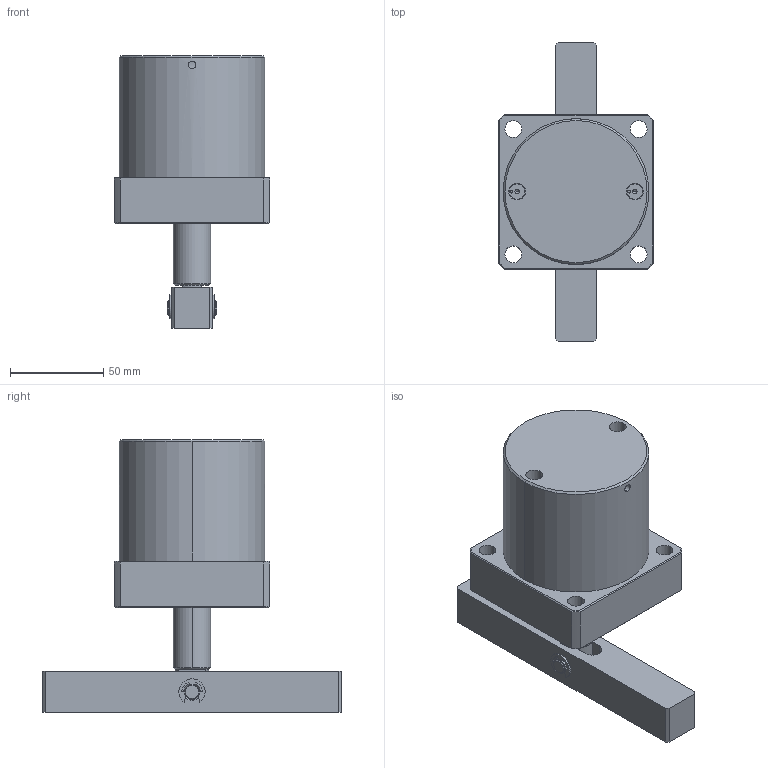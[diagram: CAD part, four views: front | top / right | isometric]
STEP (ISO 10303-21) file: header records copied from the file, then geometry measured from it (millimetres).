
FILE_DESCRIPTION (( 'STEP AP203' ), '1' );
FILE_NAME ('ASC-FA63D.STEP', '2019-05-20T07:52:30', ( 'User' ), ( 'china' ), 'SwSTEP 2.0', 'SolidWorks 2018', '' );
FILE_SCHEMA (( 'CONFIG_CONTROL_DESIGN' ));
Length unit declared in the file: millimetre
Products named in the file (7): FA63D活塞杆; KKDC_2; 种隊_2; ASC-FA63D; ASC-FA63BT; FA63Dヶ裔; 揤旋4532
Assembly tree (7 placements, depth 2):
  ASC-FA63D
    ASC-FA63BT
    FA63Dヶ裔
    揤旋4532
    FA63D活塞杆
    KKDC_2  x2
    种隊_2
Bounding box: 83 x 160 x 146 mm (x, y, z)
Volume: 462063.4 mm3; surface area: 104828.1 mm2
Topology: 7 solids, 7 shells, 236 faces, 570 edges, 360 vertices
Faces by surface type: cylinder 123, plane 73, cone 38, bspline 2
Entity records: 8924 total; most frequent: CARTESIAN_POINT 3090, DIRECTION 1113, ORIENTED_EDGE 1028, EDGE_CURVE 514, AXIS2_PLACEMENT_3D 448, VERTEX_POINT 328, EDGE_LOOP 260, CIRCLE 222
